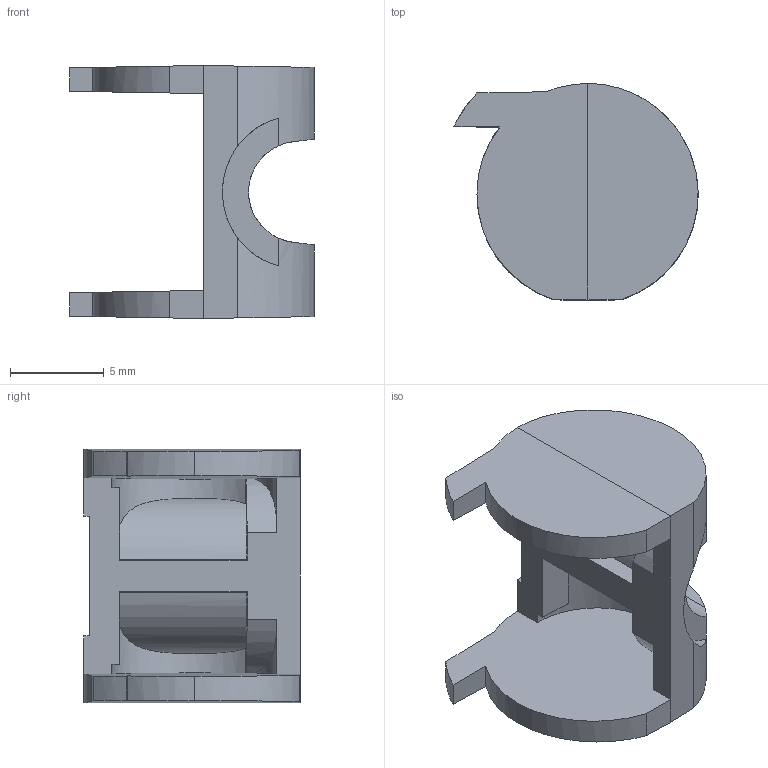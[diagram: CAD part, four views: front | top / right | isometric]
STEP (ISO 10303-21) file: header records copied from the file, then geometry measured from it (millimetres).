
FILE_DESCRIPTION (( 'STEP AP203' ), '1' );
FILE_NAME ('1976-D.STEP', '2016-09-28T18:19:44', ( '' ), ( '' ), 'SwSTEP 2.0', 'SolidWorks 2015', '' );
FILE_SCHEMA (( 'CONFIG_CONTROL_DESIGN' ));
Length unit declared in the file: millimetre
Products named in the file (1): 1976-D
Bounding box: 13.03 x 11.55 x 13.5 mm (x, y, z)
Volume: 602.1 mm3; surface area: 929.9 mm2
Topology: 1 solids, 1 shells, 51 faces, 139 edges, 90 vertices
Faces by surface type: plane 30, cylinder 20, bspline 1
Entity records: 1924 total; most frequent: CARTESIAN_POINT 715, ORIENTED_EDGE 278, DIRECTION 184, EDGE_CURVE 139, VERTEX_POINT 90, LINE 82, VECTOR 82, FACE_OUTER_BOUND 51
